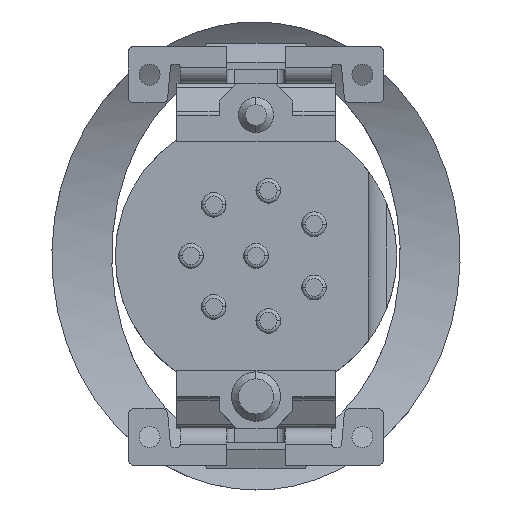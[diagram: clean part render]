
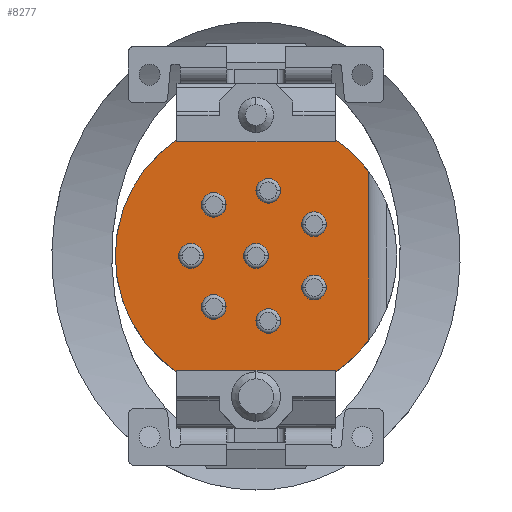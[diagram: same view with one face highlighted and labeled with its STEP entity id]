
A CAD part, top view. The second image highlights one B-rep face of the part: STEP entity #8277.
In plain terms, the highlighted planar face has unit normal (0, 0, 1).
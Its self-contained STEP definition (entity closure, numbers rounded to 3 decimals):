
#22=DIRECTION('',(0.,1.,0.));
#23=VECTOR('',#22,4.8);
#24=CARTESIAN_POINT('',(3.2,-2.4,-1.));
#25=LINE('',#24,#23);
#26=DIRECTION('',(0.,1.,0.));
#27=VECTOR('',#26,0.057);
#28=CARTESIAN_POINT('',(2.25,-3.307,-1.));
#29=LINE('',#28,#27);
#30=DIRECTION('',(-1.,0.,0.));
#31=VECTOR('',#30,4.5);
#32=CARTESIAN_POINT('',(2.25,-3.25,-1.));
#33=LINE('',#32,#31);
#34=DIRECTION('',(0.,1.,0.));
#35=VECTOR('',#34,0.057);
#36=CARTESIAN_POINT('',(-2.25,-3.307,-1.));
#37=LINE('',#36,#35);
#38=DIRECTION('',(0.,-1.,0.));
#39=VECTOR('',#38,0.057);
#40=CARTESIAN_POINT('',(-2.25,3.307,-1.));
#41=LINE('',#40,#39);
#42=DIRECTION('',(1.,0.,0.));
#43=VECTOR('',#42,4.5);
#44=CARTESIAN_POINT('',(-2.25,3.25,-1.));
#45=LINE('',#44,#43);
#46=DIRECTION('',(0.,-1.,0.));
#47=VECTOR('',#46,0.057);
#48=CARTESIAN_POINT('',(2.25,3.307,-1.));
#49=LINE('',#48,#47);
#50=CARTESIAN_POINT('',(1.65,0.9,-1.));
#51=DIRECTION('',(0.,0.,-1.));
#52=DIRECTION('',(1.,0.,0.));
#53=AXIS2_PLACEMENT_3D('',#50,#51,#52);
#55=CARTESIAN_POINT('',(1.65,0.9,-1.));
#56=DIRECTION('',(0.,0.,-1.));
#57=DIRECTION('',(-1.,0.,0.));
#58=AXIS2_PLACEMENT_3D('',#55,#56,#57);
#60=CARTESIAN_POINT('',(1.65,-0.9,-1.));
#61=DIRECTION('',(0.,0.,-1.));
#62=DIRECTION('',(1.,0.,0.));
#63=AXIS2_PLACEMENT_3D('',#60,#61,#62);
#65=CARTESIAN_POINT('',(1.65,-0.9,-1.));
#66=DIRECTION('',(0.,0.,-1.));
#67=DIRECTION('',(-1.,0.,0.));
#68=AXIS2_PLACEMENT_3D('',#65,#66,#67);
#70=CARTESIAN_POINT('',(0.35,-1.85,-1.));
#71=DIRECTION('',(0.,0.,-1.));
#72=DIRECTION('',(1.,0.,0.));
#73=AXIS2_PLACEMENT_3D('',#70,#71,#72);
#75=CARTESIAN_POINT('',(0.35,-1.85,-1.));
#76=DIRECTION('',(0.,0.,-1.));
#77=DIRECTION('',(-1.,0.,0.));
#78=AXIS2_PLACEMENT_3D('',#75,#76,#77);
#80=CARTESIAN_POINT('',(-1.2,-1.45,-1.));
#81=DIRECTION('',(0.,0.,-1.));
#82=DIRECTION('',(1.,0.,0.));
#83=AXIS2_PLACEMENT_3D('',#80,#81,#82);
#85=CARTESIAN_POINT('',(-1.2,-1.45,-1.));
#86=DIRECTION('',(0.,0.,-1.));
#87=DIRECTION('',(-1.,0.,0.));
#88=AXIS2_PLACEMENT_3D('',#85,#86,#87);
#90=CARTESIAN_POINT('',(-1.85,0.,-1.));
#91=DIRECTION('',(0.,0.,-1.));
#92=DIRECTION('',(1.,0.,0.));
#93=AXIS2_PLACEMENT_3D('',#90,#91,#92);
#95=CARTESIAN_POINT('',(-1.85,0.,-1.));
#96=DIRECTION('',(0.,0.,-1.));
#97=DIRECTION('',(-1.,0.,0.));
#98=AXIS2_PLACEMENT_3D('',#95,#96,#97);
#100=CARTESIAN_POINT('',(-1.2,1.45,-1.));
#101=DIRECTION('',(0.,0.,-1.));
#102=DIRECTION('',(1.,0.,0.));
#103=AXIS2_PLACEMENT_3D('',#100,#101,#102);
#105=CARTESIAN_POINT('',(-1.2,1.45,-1.));
#106=DIRECTION('',(0.,0.,-1.));
#107=DIRECTION('',(-1.,0.,0.));
#108=AXIS2_PLACEMENT_3D('',#105,#106,#107);
#110=CARTESIAN_POINT('',(0.35,1.85,-1.));
#111=DIRECTION('',(0.,0.,-1.));
#112=DIRECTION('',(1.,0.,0.));
#113=AXIS2_PLACEMENT_3D('',#110,#111,#112);
#115=CARTESIAN_POINT('',(0.35,1.85,-1.));
#116=DIRECTION('',(0.,0.,-1.));
#117=DIRECTION('',(-1.,0.,0.));
#118=AXIS2_PLACEMENT_3D('',#115,#116,#117);
#120=CARTESIAN_POINT('',(0.,0.,-1.));
#121=DIRECTION('',(0.,0.,-1.));
#122=DIRECTION('',(1.,0.,0.));
#123=AXIS2_PLACEMENT_3D('',#120,#121,#122);
#125=CARTESIAN_POINT('',(0.,0.,-1.));
#126=DIRECTION('',(0.,0.,-1.));
#127=DIRECTION('',(-1.,0.,0.));
#128=AXIS2_PLACEMENT_3D('',#125,#126,#127);
#161=CARTESIAN_POINT('',(0.,0.,-1.));
#162=DIRECTION('',(0.,0.,1.));
#163=DIRECTION('',(0.563,-0.827,0.));
#164=AXIS2_PLACEMENT_3D('',#161,#162,#163);
#208=CARTESIAN_POINT('',(0.,0.,-1.));
#209=DIRECTION('',(0.,0.,1.));
#210=DIRECTION('',(0.8,0.6,0.));
#211=AXIS2_PLACEMENT_3D('',#208,#209,#210);
#521=CARTESIAN_POINT('',(0.,0.,-1.));
#522=DIRECTION('',(0.,0.,-1.));
#523=DIRECTION('',(-0.563,-0.827,0.));
#524=AXIS2_PLACEMENT_3D('',#521,#522,#523);
#6567=CARTESIAN_POINT('',(2.25,-3.25,-1.));
#6568=CARTESIAN_POINT('',(-2.25,-3.25,-1.));
#6569=VERTEX_POINT('',#6567);
#6570=VERTEX_POINT('',#6568);
#6571=CARTESIAN_POINT('',(-2.25,3.25,-1.));
#6572=CARTESIAN_POINT('',(2.25,3.25,-1.));
#6573=VERTEX_POINT('',#6571);
#6574=VERTEX_POINT('',#6572);
#6575=CARTESIAN_POINT('',(-2.25,-3.307,-1.));
#6576=VERTEX_POINT('',#6575);
#6577=CARTESIAN_POINT('',(2.25,-3.307,-1.));
#6578=VERTEX_POINT('',#6577);
#6579=CARTESIAN_POINT('',(2.25,3.307,-1.));
#6580=VERTEX_POINT('',#6579);
#6581=CARTESIAN_POINT('',(-2.25,3.307,-1.));
#6582=VERTEX_POINT('',#6581);
#6599=CARTESIAN_POINT('',(3.2,-2.4,-1.));
#6600=CARTESIAN_POINT('',(3.2,2.4,-1.));
#6601=VERTEX_POINT('',#6599);
#6602=VERTEX_POINT('',#6600);
#8114=CARTESIAN_POINT('',(2.,0.9,-1.));
#8115=CARTESIAN_POINT('',(1.3,0.9,-1.));
#8116=VERTEX_POINT('',#8114);
#8117=VERTEX_POINT('',#8115);
#8126=CARTESIAN_POINT('',(2.,-0.9,-1.));
#8127=CARTESIAN_POINT('',(1.3,-0.9,-1.));
#8128=VERTEX_POINT('',#8126);
#8129=VERTEX_POINT('',#8127);
#8138=CARTESIAN_POINT('',(0.7,-1.85,-1.));
#8139=CARTESIAN_POINT('',(0.,-1.85,-1.));
#8140=VERTEX_POINT('',#8138);
#8141=VERTEX_POINT('',#8139);
#8150=CARTESIAN_POINT('',(-0.85,-1.45,-1.));
#8151=CARTESIAN_POINT('',(-1.55,-1.45,-1.));
#8152=VERTEX_POINT('',#8150);
#8153=VERTEX_POINT('',#8151);
#8162=CARTESIAN_POINT('',(-1.5,0.,-1.));
#8163=CARTESIAN_POINT('',(-2.2,0.,-1.));
#8164=VERTEX_POINT('',#8162);
#8165=VERTEX_POINT('',#8163);
#8174=CARTESIAN_POINT('',(-0.85,1.45,-1.));
#8175=CARTESIAN_POINT('',(-1.55,1.45,-1.));
#8176=VERTEX_POINT('',#8174);
#8177=VERTEX_POINT('',#8175);
#8186=CARTESIAN_POINT('',(0.7,1.85,-1.));
#8187=CARTESIAN_POINT('',(0.,1.85,-1.));
#8188=VERTEX_POINT('',#8186);
#8189=VERTEX_POINT('',#8187);
#8198=CARTESIAN_POINT('',(0.35,0.,-1.));
#8199=CARTESIAN_POINT('',(-0.35,0.,-1.));
#8200=VERTEX_POINT('',#8198);
#8201=VERTEX_POINT('',#8199);
#8202=CARTESIAN_POINT('',(0.,0.,-1.));
#8203=DIRECTION('',(0.,0.,1.));
#8204=DIRECTION('',(0.,1.,0.));
#8205=AXIS2_PLACEMENT_3D('',#8202,#8203,#8204);
#8206=PLANE('',#8205);
#8208=ORIENTED_EDGE('',*,*,#8207,.F.);
#8210=ORIENTED_EDGE('',*,*,#8209,.F.);
#8212=ORIENTED_EDGE('',*,*,#8211,.T.);
#8214=ORIENTED_EDGE('',*,*,#8213,.T.);
#8216=ORIENTED_EDGE('',*,*,#8215,.F.);
#8218=ORIENTED_EDGE('',*,*,#8217,.T.);
#8220=ORIENTED_EDGE('',*,*,#8219,.T.);
#8222=ORIENTED_EDGE('',*,*,#8221,.T.);
#8224=ORIENTED_EDGE('',*,*,#8223,.F.);
#8226=ORIENTED_EDGE('',*,*,#8225,.F.);
#8227=EDGE_LOOP('',(#8208,#8210,#8212,#8214,#8216,#8218,#8220,#8222,#8224,
#8226));
#8228=FACE_OUTER_BOUND('',#8227,.F.);
#8230=ORIENTED_EDGE('',*,*,#8229,.F.);
#8232=ORIENTED_EDGE('',*,*,#8231,.F.);
#8233=EDGE_LOOP('',(#8230,#8232));
#8234=FACE_BOUND('',#8233,.F.);
#8236=ORIENTED_EDGE('',*,*,#8235,.F.);
#8238=ORIENTED_EDGE('',*,*,#8237,.F.);
#8239=EDGE_LOOP('',(#8236,#8238));
#8240=FACE_BOUND('',#8239,.F.);
#8242=ORIENTED_EDGE('',*,*,#8241,.F.);
#8244=ORIENTED_EDGE('',*,*,#8243,.F.);
#8245=EDGE_LOOP('',(#8242,#8244));
#8246=FACE_BOUND('',#8245,.F.);
#8248=ORIENTED_EDGE('',*,*,#8247,.F.);
#8250=ORIENTED_EDGE('',*,*,#8249,.F.);
#8251=EDGE_LOOP('',(#8248,#8250));
#8252=FACE_BOUND('',#8251,.F.);
#8254=ORIENTED_EDGE('',*,*,#8253,.F.);
#8256=ORIENTED_EDGE('',*,*,#8255,.F.);
#8257=EDGE_LOOP('',(#8254,#8256));
#8258=FACE_BOUND('',#8257,.F.);
#8260=ORIENTED_EDGE('',*,*,#8259,.F.);
#8262=ORIENTED_EDGE('',*,*,#8261,.F.);
#8263=EDGE_LOOP('',(#8260,#8262));
#8264=FACE_BOUND('',#8263,.F.);
#8266=ORIENTED_EDGE('',*,*,#8265,.F.);
#8268=ORIENTED_EDGE('',*,*,#8267,.F.);
#8269=EDGE_LOOP('',(#8266,#8268));
#8270=FACE_BOUND('',#8269,.F.);
#8272=ORIENTED_EDGE('',*,*,#8271,.F.);
#8274=ORIENTED_EDGE('',*,*,#8273,.F.);
#8275=EDGE_LOOP('',(#8272,#8274));
#8276=FACE_BOUND('',#8275,.F.);
#54=CIRCLE('',#53,0.35);
#59=CIRCLE('',#58,0.35);
#64=CIRCLE('',#63,0.35);
#69=CIRCLE('',#68,0.35);
#74=CIRCLE('',#73,0.35);
#79=CIRCLE('',#78,0.35);
#84=CIRCLE('',#83,0.35);
#89=CIRCLE('',#88,0.35);
#94=CIRCLE('',#93,0.35);
#99=CIRCLE('',#98,0.35);
#104=CIRCLE('',#103,0.35);
#109=CIRCLE('',#108,0.35);
#114=CIRCLE('',#113,0.35);
#119=CIRCLE('',#118,0.35);
#124=CIRCLE('',#123,0.35);
#129=CIRCLE('',#128,0.35);
#165=CIRCLE('',#164,4.);
#212=CIRCLE('',#211,4.);
#525=CIRCLE('',#524,4.);
#8207=EDGE_CURVE('',#6601,#6602,#25,.T.);
#8209=EDGE_CURVE('',#6578,#6601,#165,.T.);
#8211=EDGE_CURVE('',#6578,#6569,#29,.T.);
#8213=EDGE_CURVE('',#6569,#6570,#33,.T.);
#8215=EDGE_CURVE('',#6576,#6570,#37,.T.);
#8217=EDGE_CURVE('',#6576,#6582,#525,.T.);
#8219=EDGE_CURVE('',#6582,#6573,#41,.T.);
#8221=EDGE_CURVE('',#6573,#6574,#45,.T.);
#8223=EDGE_CURVE('',#6580,#6574,#49,.T.);
#8225=EDGE_CURVE('',#6602,#6580,#212,.T.);
#8229=EDGE_CURVE('',#8116,#8117,#54,.T.);
#8231=EDGE_CURVE('',#8117,#8116,#59,.T.);
#8235=EDGE_CURVE('',#8128,#8129,#64,.T.);
#8237=EDGE_CURVE('',#8129,#8128,#69,.T.);
#8241=EDGE_CURVE('',#8140,#8141,#74,.T.);
#8243=EDGE_CURVE('',#8141,#8140,#79,.T.);
#8247=EDGE_CURVE('',#8152,#8153,#84,.T.);
#8249=EDGE_CURVE('',#8153,#8152,#89,.T.);
#8253=EDGE_CURVE('',#8164,#8165,#94,.T.);
#8255=EDGE_CURVE('',#8165,#8164,#99,.T.);
#8259=EDGE_CURVE('',#8176,#8177,#104,.T.);
#8261=EDGE_CURVE('',#8177,#8176,#109,.T.);
#8265=EDGE_CURVE('',#8188,#8189,#114,.T.);
#8267=EDGE_CURVE('',#8189,#8188,#119,.T.);
#8271=EDGE_CURVE('',#8200,#8201,#124,.T.);
#8273=EDGE_CURVE('',#8201,#8200,#129,.T.);
#8277=ADVANCED_FACE('',(#8228,#8234,#8240,#8246,#8252,#8258,#8264,#8270,#8276),
#8206,.T.);
